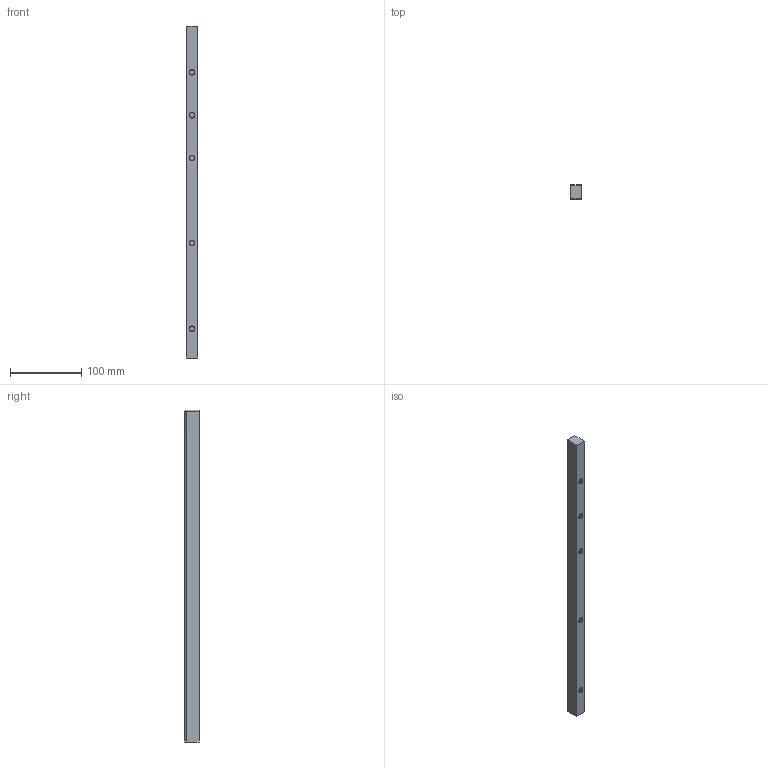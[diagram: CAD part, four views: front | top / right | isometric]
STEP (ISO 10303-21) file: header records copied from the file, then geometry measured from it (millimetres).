
FILE_DESCRIPTION (( 'STEP AP203' ), '1' );
FILE_NAME ('8.STEP', '2021-06-15T09:11:40', ( '' ), ( '' ), 'SwSTEP 2.0', 'SolidWorks 2020', '' );
FILE_SCHEMA (( 'CONFIG_CONTROL_DESIGN' ));
Length unit declared in the file: millimetre
Products named in the file (1): 8
Bounding box: 16 x 20 x 465 mm (x, y, z)
Volume: 145627.3 mm3; surface area: 34941.7 mm2
Topology: 1 solids, 1 shells, 126 faces, 349 edges, 230 vertices
Faces by surface type: cylinder 92, plane 19, bspline 15
Entity records: 10198 total; most frequent: CARTESIAN_POINT 7524, ORIENTED_EDGE 698, DIRECTION 393, EDGE_CURVE 349, VERTEX_POINT 230, AXIS2_PLACEMENT_3D 139, EDGE_LOOP 131, ADVANCED_FACE 126
